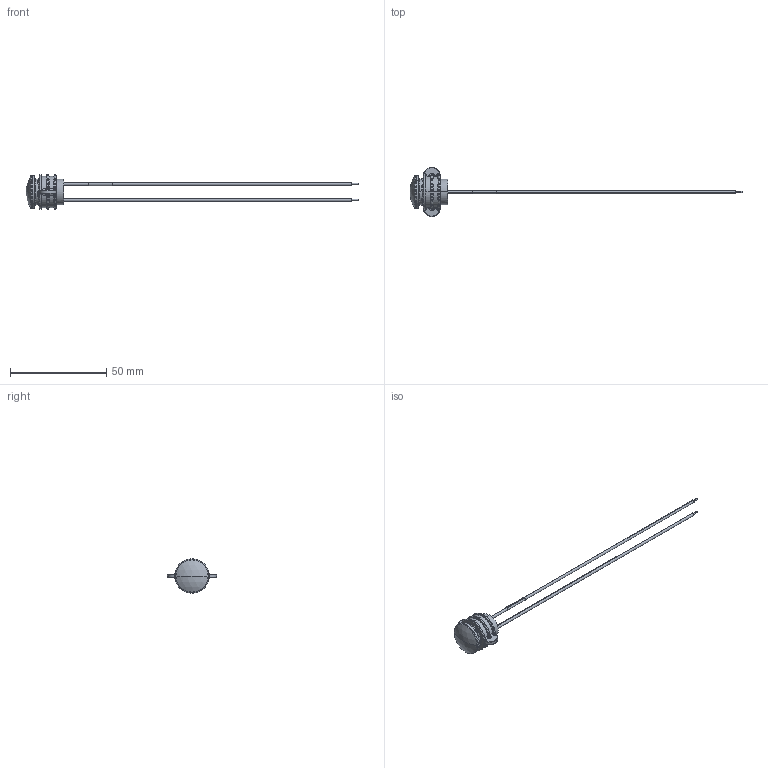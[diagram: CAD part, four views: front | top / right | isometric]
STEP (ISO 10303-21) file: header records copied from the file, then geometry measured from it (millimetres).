
FILE_DESCRIPTION (( 'STEP AP214' ), '1' );
FILE_NAME ('CNX 714 X XXX 120 X.STEP', '2017-08-07T16:14:39', ( 'skyadmin' ), ( 'Microsoft' ), 'SwSTEP 2.0', 'SolidWorks 2016', '' );
FILE_SCHEMA (( 'AUTOMOTIVE_DESIGN' ));
Length unit declared in the file: inch
Products named in the file (7): label 26L-105^CNX 714 X XXX 120 X; _20 AWG Solid Wire2_6.36" lenght; 714 POTTING; RTN 714; HLS_714; 714 XXX; CNX 714 X XXX 120 X
Assembly tree (7 placements, depth 2):
  CNX 714 X XXX 120 X
    714 XXX
    HLS_714
    RTN 714
    714 POTTING
    _20 AWG Solid Wire2_6.36" lenght  x2
    label 26L-105^CNX 714 X XXX 120 X
Bounding box: 172.09 x 25.42 x 17.78 mm (x, y, z)
Volume: 3107.6 mm3; surface area: 5659.7 mm2
Topology: 7 solids, 7 shells, 354 faces, 1192 edges, 845 vertices
Faces by surface type: bspline 162, cylinder 79, torus 56, plane 29, cone 24, sphere 4
Entity records: 30107 total; most frequent: CARTESIAN_POINT 21315, ORIENTED_EDGE 2316, EDGE_CURVE 1158, DIRECTION 1093, VERTEX_POINT 833, B_SPLINE_CURVE_WITH_KNOTS 696, AXIS2_PLACEMENT_3D 499, EDGE_LOOP 357
